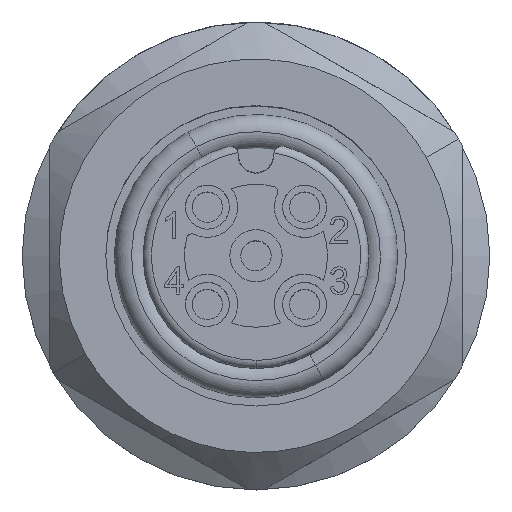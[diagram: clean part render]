
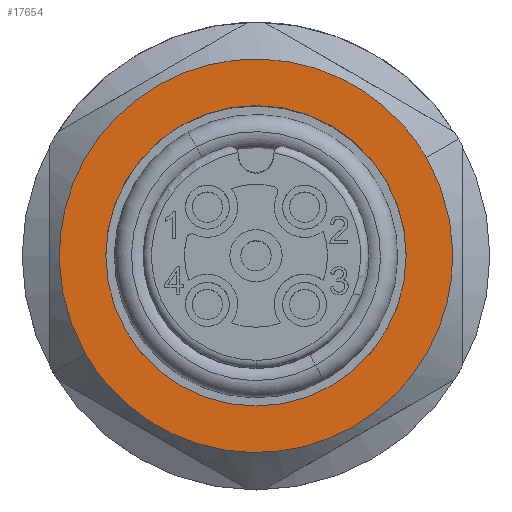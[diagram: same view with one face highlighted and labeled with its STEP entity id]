
A CAD part, top view. The second image highlights one B-rep face of the part: STEP entity #17654.
In plain terms, the highlighted planar face has unit normal (0, 0, 1).
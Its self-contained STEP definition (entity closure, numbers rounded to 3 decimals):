
#17483=AXIS2_PLACEMENT_3D('Circle Axis2P3D',#17481,#17482,$) ;
#17490=AXIS2_PLACEMENT_3D('Circle Axis2P3D',#17488,#17489,$) ;
#17516=AXIS2_PLACEMENT_3D('Circle Axis2P3D',#17514,#17515,$) ;
#17523=AXIS2_PLACEMENT_3D('Circle Axis2P3D',#17521,#17522,$) ;
#17586=AXIS2_PLACEMENT_3D('Plane Axis2P3D',#17583,#17584,#17585) ;
#17478=CARTESIAN_POINT('Vertex',(3.04,8.5,17.3)) ;
#17481=CARTESIAN_POINT('Axis2P3D Location',(8.5,8.5,17.3)) ;
#17485=CARTESIAN_POINT('Vertex',(13.229,5.77,17.3)) ;
#17488=CARTESIAN_POINT('Axis2P3D Location',(8.5,8.5,17.3)) ;
#17492=CARTESIAN_POINT('Vertex',(13.96,8.5,17.3)) ;
#17514=CARTESIAN_POINT('Axis2P3D Location',(8.5,8.5,17.3)) ;
#17518=CARTESIAN_POINT('Vertex',(3.771,11.23,17.3)) ;
#17521=CARTESIAN_POINT('Axis2P3D Location',(8.5,8.5,17.3)) ;
#17583=CARTESIAN_POINT('Axis2P3D Location',(13.924,5.369,17.3)) ;
#17589=CARTESIAN_POINT('Control Point',(14.692,12.075,17.3)) ;
#17590=CARTESIAN_POINT('Control Point',(15.02,11.508,17.3)) ;
#17591=CARTESIAN_POINT('Control Point',(15.282,10.903,17.3)) ;
#17592=CARTESIAN_POINT('Control Point',(15.474,10.271,17.3)) ;
#17593=CARTESIAN_POINT('Control Point',(15.709,8.974,17.3)) ;
#17594=CARTESIAN_POINT('Control Point',(15.646,7.657,17.3)) ;
#17595=CARTESIAN_POINT('Control Point',(15.538,7.005,17.3)) ;
#17596=CARTESIAN_POINT('Control Point',(15.176,5.737,17.3)) ;
#17597=CARTESIAN_POINT('Control Point',(14.536,4.584,17.3)) ;
#17598=CARTESIAN_POINT('Control Point',(14.151,4.047,17.3)) ;
#17599=CARTESIAN_POINT('Control Point',(13.266,3.07,17.3)) ;
#17600=CARTESIAN_POINT('Control Point',(12.182,2.318,17.3)) ;
#17601=CARTESIAN_POINT('Control Point',(11.6,2.007,17.3)) ;
#17602=CARTESIAN_POINT('Control Point',(10.373,1.522,17.3)) ;
#17603=CARTESIAN_POINT('Control Point',(9.069,1.327,17.3)) ;
#17604=CARTESIAN_POINT('Control Point',(8.409,1.305,17.3)) ;
#17605=CARTESIAN_POINT('Control Point',(7.095,1.413,17.3)) ;
#17606=CARTESIAN_POINT('Control Point',(5.839,1.815,17.3)) ;
#17607=CARTESIAN_POINT('Control Point',(5.237,2.087,17.3)) ;
#17608=CARTESIAN_POINT('Control Point',(4.186,2.717,17.3)) ;
#17609=CARTESIAN_POINT('Control Point',(3.292,3.553,17.3)) ;
#17610=CARTESIAN_POINT('Control Point',(2.919,3.978,17.3)) ;
#17611=CARTESIAN_POINT('Control Point',(2.589,4.438,17.3)) ;
#17612=CARTESIAN_POINT('Control Point',(2.308,4.925,17.3)) ;
#17613=CARTESIAN_POINT('Vertex',(2.308,4.925,17.3)) ;
#17615=CARTESIAN_POINT('Vertex',(14.692,12.075,17.3)) ;
#17619=CARTESIAN_POINT('Control Point',(2.308,4.925,17.3)) ;
#17620=CARTESIAN_POINT('Control Point',(1.98,5.492,17.3)) ;
#17621=CARTESIAN_POINT('Control Point',(1.718,6.097,17.3)) ;
#17622=CARTESIAN_POINT('Control Point',(1.526,6.729,17.3)) ;
#17623=CARTESIAN_POINT('Control Point',(1.291,8.026,17.3)) ;
#17624=CARTESIAN_POINT('Control Point',(1.354,9.343,17.3)) ;
#17625=CARTESIAN_POINT('Control Point',(1.462,9.995,17.3)) ;
#17626=CARTESIAN_POINT('Control Point',(1.824,11.263,17.3)) ;
#17627=CARTESIAN_POINT('Control Point',(2.464,12.416,17.3)) ;
#17628=CARTESIAN_POINT('Control Point',(2.849,12.953,17.3)) ;
#17629=CARTESIAN_POINT('Control Point',(3.734,13.93,17.3)) ;
#17630=CARTESIAN_POINT('Control Point',(4.818,14.682,17.3)) ;
#17631=CARTESIAN_POINT('Control Point',(5.4,14.993,17.3)) ;
#17632=CARTESIAN_POINT('Control Point',(6.627,15.478,17.3)) ;
#17633=CARTESIAN_POINT('Control Point',(7.931,15.673,17.3)) ;
#17634=CARTESIAN_POINT('Control Point',(8.591,15.695,17.3)) ;
#17635=CARTESIAN_POINT('Control Point',(9.905,15.587,17.3)) ;
#17636=CARTESIAN_POINT('Control Point',(11.161,15.185,17.3)) ;
#17637=CARTESIAN_POINT('Control Point',(11.763,14.913,17.3)) ;
#17638=CARTESIAN_POINT('Control Point',(12.814,14.283,17.3)) ;
#17639=CARTESIAN_POINT('Control Point',(13.708,13.447,17.3)) ;
#17640=CARTESIAN_POINT('Control Point',(14.081,13.022,17.3)) ;
#17641=CARTESIAN_POINT('Control Point',(14.411,12.562,17.3)) ;
#17642=CARTESIAN_POINT('Control Point',(14.692,12.075,17.3)) ;
#17482=DIRECTION('Axis2P3D Direction',(0.,0.,1.)) ;
#17489=DIRECTION('Axis2P3D Direction',(0.,0.,1.)) ;
#17515=DIRECTION('Axis2P3D Direction',(0.,0.,1.)) ;
#17522=DIRECTION('Axis2P3D Direction',(0.,0.,1.)) ;
#17584=DIRECTION('Axis2P3D Direction',(0.,0.,1.)) ;
#17585=DIRECTION('Axis2P3D XDirection',(-0.5,-0.866,0.)) ;
#17645=ORIENTED_EDGE('',*,*,#17617,.T.) ;
#17646=ORIENTED_EDGE('',*,*,#17643,.T.) ;
#17649=ORIENTED_EDGE('',*,*,#17487,.F.) ;
#17650=ORIENTED_EDGE('',*,*,#17525,.F.) ;
#17651=ORIENTED_EDGE('',*,*,#17520,.F.) ;
#17652=ORIENTED_EDGE('',*,*,#17494,.F.) ;
#17653=FACE_BOUND('',#17648,.T.) ;
#17654=ADVANCED_FACE('Hauptkoerper',(#17647,#17653),#17587,.T.) ;
#17588=B_SPLINE_CURVE_WITH_KNOTS('',5,(#17589,#17590,#17591,#17592,#17593,#17594,#17595,#17596,#17597,#17598,#17599,#17600,#17601,#17602,#17603,#17604,#17605,#17606,#17607,#17608,#17609,#17610,#17611,#17612),.UNSPECIFIED.,.F.,.U.,(6,3,3,3,3,3,3,6),(0.,4.631,9.263,13.894,18.526,23.157,27.788,31.766),.UNSPECIFIED.) ;
#17618=B_SPLINE_CURVE_WITH_KNOTS('',5,(#17619,#17620,#17621,#17622,#17623,#17624,#17625,#17626,#17627,#17628,#17629,#17630,#17631,#17632,#17633,#17634,#17635,#17636,#17637,#17638,#17639,#17640,#17641,#17642),.UNSPECIFIED.,.F.,.U.,(6,3,3,3,3,3,3,6),(0.,4.631,9.263,13.894,18.526,23.157,27.788,31.766),.UNSPECIFIED.) ;
#17484=CIRCLE('generated circle',#17483,5.46) ;
#17491=CIRCLE('generated circle',#17490,5.46) ;
#17517=CIRCLE('generated circle',#17516,5.46) ;
#17524=CIRCLE('generated circle',#17523,5.46) ;
#17487=EDGE_CURVE('',#17479,#17486,#17484,.T.) ;
#17494=EDGE_CURVE('',#17486,#17493,#17491,.T.) ;
#17520=EDGE_CURVE('',#17493,#17519,#17517,.T.) ;
#17525=EDGE_CURVE('',#17519,#17479,#17524,.T.) ;
#17617=EDGE_CURVE('',#17614,#17616,#17588,.F.) ;
#17643=EDGE_CURVE('',#17616,#17614,#17618,.F.) ;
#17644=EDGE_LOOP('',(#17645,#17646)) ;
#17648=EDGE_LOOP('',(#17649,#17650,#17651,#17652)) ;
#17647=FACE_OUTER_BOUND('',#17644,.T.) ;
#17587=PLANE('',#17586) ;
#17479=VERTEX_POINT('',#17478) ;
#17486=VERTEX_POINT('',#17485) ;
#17493=VERTEX_POINT('',#17492) ;
#17519=VERTEX_POINT('',#17518) ;
#17614=VERTEX_POINT('',#17613) ;
#17616=VERTEX_POINT('',#17615) ;
